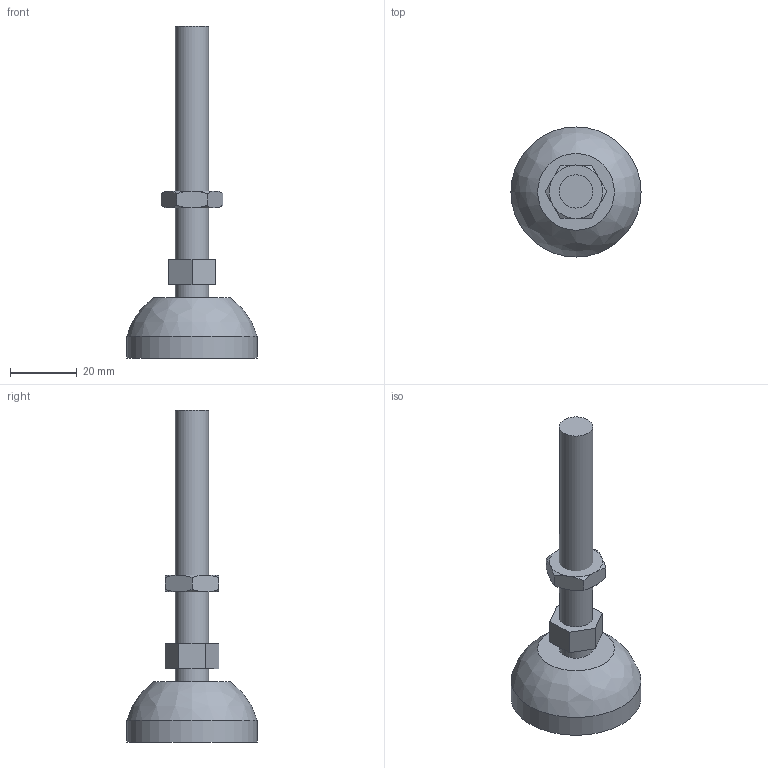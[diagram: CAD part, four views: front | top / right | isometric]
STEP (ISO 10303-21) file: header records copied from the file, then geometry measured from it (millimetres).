
FILE_DESCRIPTION(('STEP AP203'),'1');
FILE_NAME('BASE00H2508.stp','2023-10-02T11:37:49',(' '),(' '),'Spatial InterOp 3D',' ',' ');
FILE_SCHEMA(('CONFIG_CONTROL_DESIGN'));
Length unit declared in the file: millimetre
Products named in the file (4): Pied D40 M10x100 Inox; Tige avec Ecrou type 1; Ecrou bas hexagonal M10; Socle Type 1
Assembly tree (3 placements, depth 2):
  Pied D40 M10x100 Inox
    Tige avec Ecrou type 1
    Ecrou bas hexagonal M10
    Socle Type 1
Bounding box: 39 x 39 x 99.5 mm (x, y, z)
Volume: 25721.9 mm3; surface area: 7620.7 mm2
Topology: 3 solids, 3 shells, 38 faces, 82 edges, 51 vertices
Faces by surface type: plane 19, cone 12, cylinder 4, sphere 2, bspline 1
Full cylindrical faces by diameter (mm): 8.5 x1, 10 x2, 39 x1
Entity records: 1659 total; most frequent: CARTESIAN_POINT 329, DIRECTION 150, ORIENTED_EDGE 140, EDGE_CURVE 70, PROPERTY_DEFINITION_REPRESENTATION 66, GENERAL_PROPERTY_ASSOCIATION 66, PROPERTY_DEFINITION 66, REPRESENTATION 66
